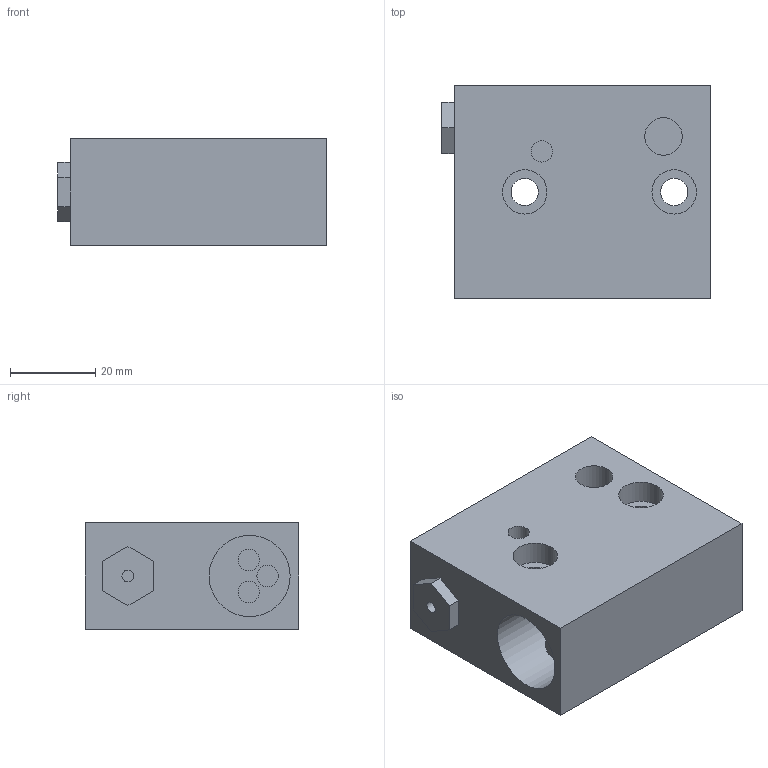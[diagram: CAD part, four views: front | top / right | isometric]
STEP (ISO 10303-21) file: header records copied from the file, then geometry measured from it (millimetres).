
FILE_DESCRIPTION(/* description */ (''),/* implementation_level */ '2;1');
FILE_NAME(/* name */ '110 100 06.stp',/* time_stamp */ '2015-10-22T15:25:31+02:00',/* author */ ('Lars'),/* organization */ ('AVAC Vakuumteknik AB'),/* preprocessor_version */ 'ST-DEVELOPER v16.1',/* originating_system */ 'Autodesk Inventor 2016',/* authorisation */ '');
FILE_SCHEMA (('AUTOMOTIVE_DESIGN { 1 0 10303 214 3 1 1 }'));
Length unit declared in the file: millimetre
Products named in the file (1): 110 100 06 Solid
Bounding box: 63 x 50 x 25 mm (x, y, z)
Volume: 63247.1 mm3; surface area: 15440.9 mm2
Topology: 1 solids, 1 shells, 37 faces, 69 edges, 46 vertices
Faces by surface type: plane 24, cylinder 13
Full cylindrical faces by diameter (mm): 2.8 x1, 5 x4, 6.4 x2, 8.8 x1, 10.4 x2, 11.8 x1, 19 x2
Entity records: 896 total; most frequent: DIRECTION 158, CARTESIAN_POINT 140, ORIENTED_EDGE 112, EDGE_LOOP 66, AXIS2_PLACEMENT_3D 64, EDGE_CURVE 56, VERTEX_POINT 46, FACE_OUTER_BOUND 37
